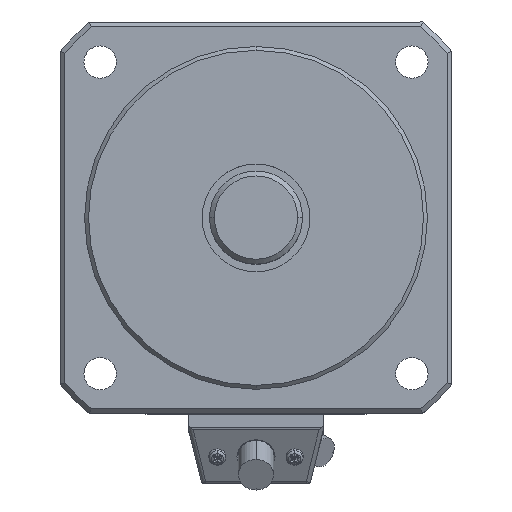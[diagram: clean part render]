
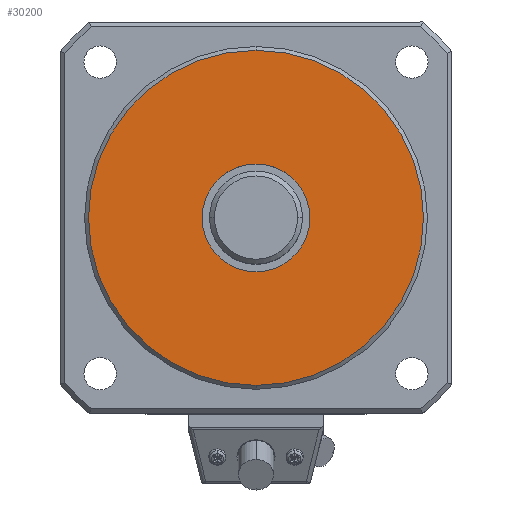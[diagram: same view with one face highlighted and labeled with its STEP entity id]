
A CAD part, top view. The second image highlights one B-rep face of the part: STEP entity #30200.
In plain terms, the highlighted face is planar.
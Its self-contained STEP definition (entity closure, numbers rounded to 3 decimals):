
#29810=CARTESIAN_POINT('',(35.913,-35.913,-9.9));
#29820=DIRECTION('',(0.,0.,-1.));
#29830=DIRECTION('',(-1.,0.,-0.));
#29840=AXIS2_PLACEMENT_3D('',#29810,#29820,#29830);
#29850=PLANE('',#29840);
#29860=CARTESIAN_POINT('',(0.,0.,
-9.9));
#29870=DIRECTION('',(0.,0.,-1.));
#29880=DIRECTION('',(0.,1.,0.));
#29890=AXIS2_PLACEMENT_3D('',#29860,#29870,#29880);
#29900=CIRCLE('',#29890,34.2);
#29910=CARTESIAN_POINT('',(0.,34.2,-9.9)
);
#29920=VERTEX_POINT('',#29910);
#29930=CARTESIAN_POINT('',(0.,-34.2,-9.9
));
#29940=VERTEX_POINT('',#29930);
#29950=EDGE_CURVE('',#29920,#29940,#29900,.T.);
#29960=ORIENTED_EDGE('',*,*,#29950,.T.);
#29970=CARTESIAN_POINT('',(-34.2,0.,-9.9));
#29980=VERTEX_POINT('',#29970);
#29990=EDGE_CURVE('',#29980,#29920,#29900,.T.);
#30000=ORIENTED_EDGE('',*,*,#29990,.T.);
#30010=EDGE_CURVE('',#29940,#29980,#29900,.T.);
#30020=ORIENTED_EDGE('',*,*,#30010,.T.);
#30030=EDGE_LOOP('',(#30020,#30000,#29960));
#30040=FACE_OUTER_BOUND('',#30030,.T.);
#30050=CARTESIAN_POINT('',(0.,0.,
-9.9));
#30060=DIRECTION('',(0.,0.,-1.));
#30070=DIRECTION('',(-1.,0.,-0.));
#30080=AXIS2_PLACEMENT_3D('',#30050,#30060,#30070);
#30090=CIRCLE('',#30080,11.);
#30100=CARTESIAN_POINT('',(11.,0.,-9.9))
;
#30110=VERTEX_POINT('',#30100);
#30120=CARTESIAN_POINT('',(-11.,0.,-9.9)
);
#30130=VERTEX_POINT('',#30120);
#30140=EDGE_CURVE('',#30110,#30130,#30090,.T.);
#30150=ORIENTED_EDGE('',*,*,#30140,.F.);
#30160=EDGE_CURVE('',#30130,#30110,#30090,.T.);
#30170=ORIENTED_EDGE('',*,*,#30160,.F.);
#30180=EDGE_LOOP('',(#30170,#30150));
#30190=FACE_BOUND('',#30180,.T.);
#30200=ADVANCED_FACE('',(#30040,#30190),#29850,.T.);
